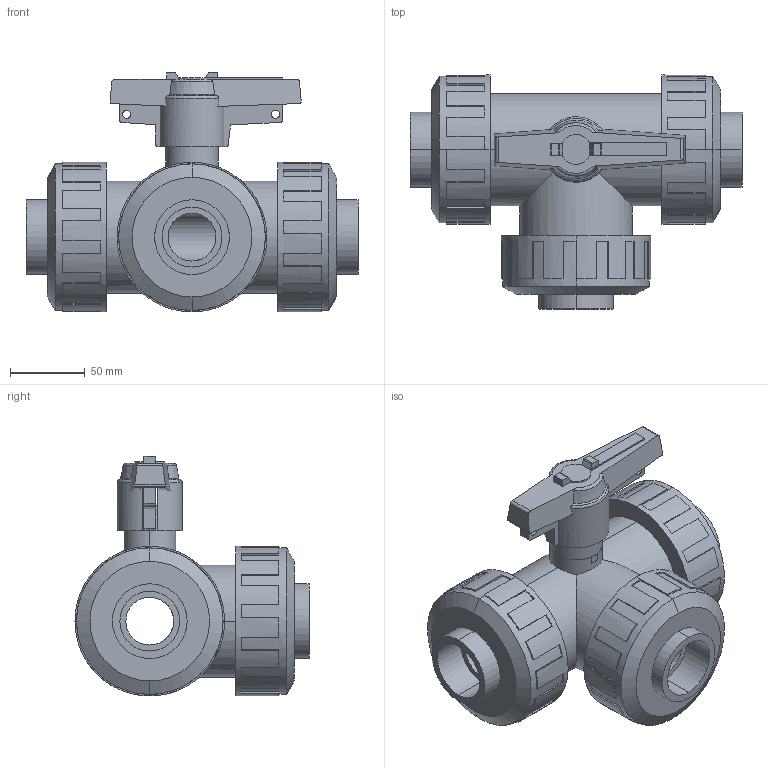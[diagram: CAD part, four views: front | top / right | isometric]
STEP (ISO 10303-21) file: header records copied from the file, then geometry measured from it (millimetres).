
FILE_DESCRIPTION(('STEP AP214'),'1');
FILE_NAME('cctmp_9E54077B-B7D2-4BBD-ACC8-EB9709D3706D_2018_11_21_9_23_56_655..stp','2018-11-21T08:23:56',('Praher Valves GmbH'),('CADClick - www.CADClick.com'),'Spatial InterOp 3D',' ','unknown authorization');
FILE_SCHEMA(('AUTOMOTIVE_DESIGN'));
Length unit declared in the file: millimetre
Products named in the file (1): 125024
Bounding box: 222 x 156.5 x 160.37 mm (x, y, z)
Volume: 1405314.2 mm3; surface area: 235847.7 mm2
Topology: 1 solids, 1 shells, 391 faces, 1083 edges, 714 vertices
Faces by surface type: plane 273, cylinder 92, cone 18, torus 8
Entity records: 16101 total; most frequent: CARTESIAN_POINT 2634, DIRECTION 2218, ORIENTED_EDGE 2166, EDGE_CURVE 1083, AXIS2_PLACEMENT_3D 787, VERTEX_POINT 714, LINE 644, VECTOR 644
